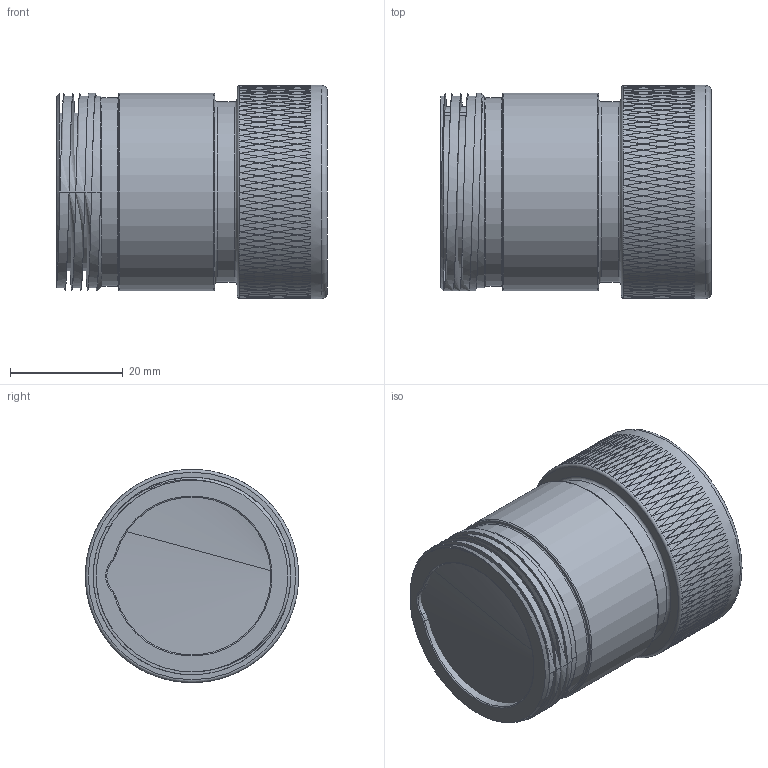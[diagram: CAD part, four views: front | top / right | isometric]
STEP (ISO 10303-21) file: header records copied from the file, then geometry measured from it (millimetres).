
FILE_DESCRIPTION(/* description */ (''),/* implementation_level */ '2;1');
FILE_NAME(/* name */ 'TrustLink MS M Dust Cap C.stp',/* time_stamp */ '2021-03-08T15:06:38+01:00',/* author */ ('sh'),/* organization */ (''),/* preprocessor_version */ 'ST-DEVELOPER v17.2',/* originating_system */ 'Autodesk Inventor 2019',/* authorisation */ '');
FILE_SCHEMA (('AUTOMOTIVE_DESIGN { 1 0 10303 214 3 1 1 }'));
Length unit declared in the file: millimetre
Products named in the file (1): TrustLink MS M Dust Cap C
Bounding box: 48 x 37.8 x 37.8 mm (x, y, z)
Volume: 27247.9 mm3; surface area: 10942.4 mm2
Topology: 1 solids, 1 shells, 2550 faces, 7037 edges, 4692 vertices
Faces by surface type: bspline 2002, cylinder 322, plane 209, torus 14, cone 3
Full cylindrical faces by diameter (mm): 28 x1, 30.2 x2, 32 x1, 33.5 x1, 34 x2, 35 x5, 37.78 x1, 37.8 x1
Entity records: 120746 total; most frequent: CARTESIAN_POINT 70417, ORIENTED_EDGE 14074, EDGE_CURVE 7037, B_SPLINE_CURVE_WITH_KNOTS 6025, VERTEX_POINT 4692, EDGE_LOOP 2754, DIRECTION 2698, STYLED_ITEM 2551
